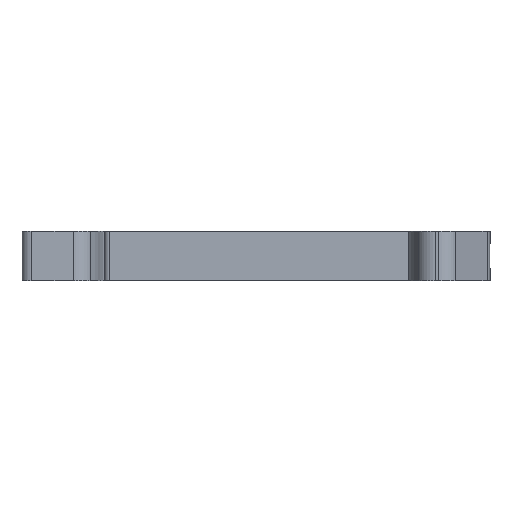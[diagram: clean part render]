
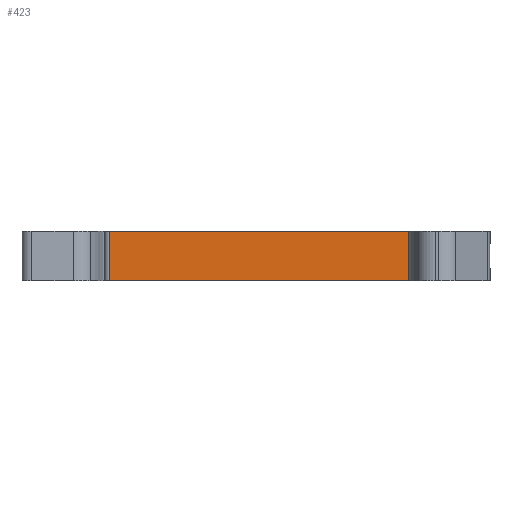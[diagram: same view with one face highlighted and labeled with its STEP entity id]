
A CAD part, front view. The second image highlights one B-rep face of the part: STEP entity #423.
In plain terms, the highlighted face is planar.
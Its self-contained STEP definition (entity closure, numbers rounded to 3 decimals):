
#423=ADVANCED_FACE('',(#1980),#1982,.T.);
#1980=FACE_BOUND('',#1981,.T.);
#1981=EDGE_LOOP('',(#3443,#3444,#3445,#3446));
#1982=PLANE('',#1983);
#1983=AXIS2_PLACEMENT_3D('',#1984,#1985,#1986);
#1984=CARTESIAN_POINT('',(20.815,2.387,0.));
#1985=DIRECTION('',(0.122,-0.993,0.));
#1986=DIRECTION('',(-0.993,-0.122,0.));
#3443=ORIENTED_EDGE('',*,*,#4125,.T.);
#3444=ORIENTED_EDGE('',*,*,#4427,.F.);
#3445=ORIENTED_EDGE('',*,*,#4231,.F.);
#3446=ORIENTED_EDGE('',*,*,#4426,.F.);
#4125=EDGE_CURVE('',#4721,#4719,#4722,.T.);
#4231=EDGE_CURVE('',#4931,#4932,#4933,.T.);
#4426=EDGE_CURVE('',#4721,#4931,#5279,.T.);
#4427=EDGE_CURVE('',#4932,#4719,#5280,.T.);
#4719=VERTEX_POINT('',#5760);
#4721=VERTEX_POINT('',#5765);
#4722=LINE('',#5766,#5767);
#4931=VERTEX_POINT('',#6227);
#4932=VERTEX_POINT('',#6228);
#4933=LINE('',#6229,#6230);
#5279=LINE('',#7034,#7035);
#5280=LINE('',#7037,#7038);
#5760=CARTESIAN_POINT('',(20.815,2.387,0.));
#5765=CARTESIAN_POINT('',(53.021,6.341,0.));
#5766=CARTESIAN_POINT('',(53.021,6.341,0.));
#5767=VECTOR('',#5768,1.);
#5768=DIRECTION('',(-0.993,-0.122,0.));
#6227=CARTESIAN_POINT('',(53.021,6.341,-5.15));
#6228=CARTESIAN_POINT('',(20.815,2.387,-5.15));
#6229=CARTESIAN_POINT('',(53.021,6.341,-5.15));
#6230=VECTOR('',#6231,1.);
#6231=DIRECTION('',(-0.993,-0.122,0.));
#7034=CARTESIAN_POINT('',(53.021,6.341,0.));
#7035=VECTOR('',#7036,1.);
#7036=DIRECTION('',(0.,0.,-1.));
#7037=CARTESIAN_POINT('',(20.815,2.387,-5.15));
#7038=VECTOR('',#7039,1.);
#7039=DIRECTION('',(0.,0.,1.));
